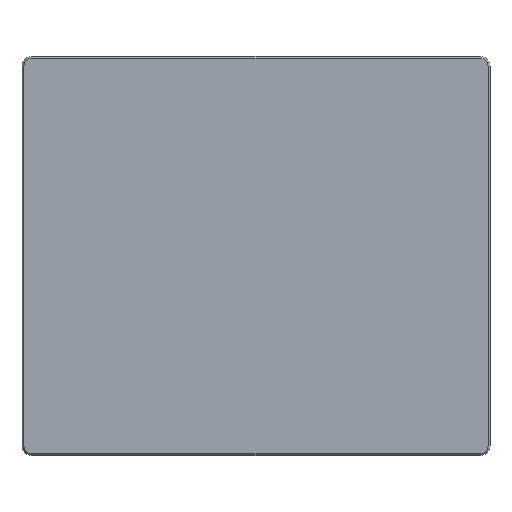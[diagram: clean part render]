
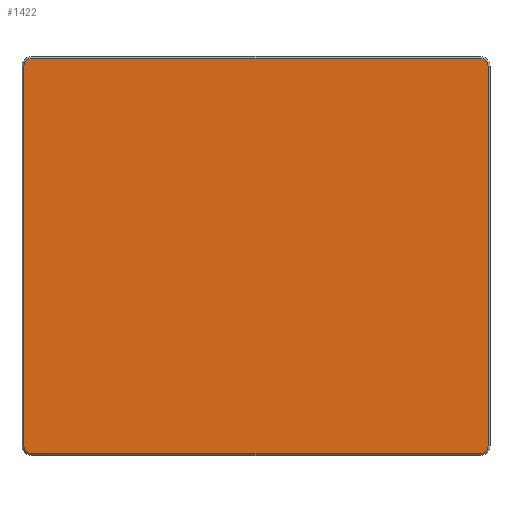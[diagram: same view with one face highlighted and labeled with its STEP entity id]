
A CAD part, top view. The second image highlights one B-rep face of the part: STEP entity #1422.
In plain terms, the highlighted planar face has unit normal (0, 0, 1).
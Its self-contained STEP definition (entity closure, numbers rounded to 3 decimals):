
#29 = CARTESIAN_POINT ( 'NONE',  ( 303.35, 49.5, 2. ) ) ;
#49 = DIRECTION ( 'NONE',  ( 0., -1., 0. ) ) ;
#157 = LINE ( 'NONE', #336, #861 ) ;
#207 = VERTEX_POINT ( 'NONE', #29 ) ;
#230 = LINE ( 'NONE', #742, #1239 ) ;
#280 = CARTESIAN_POINT ( 'NONE',  ( 184.35, 51.5, 2. ) ) ;
#313 = DIRECTION ( 'NONE',  ( 1., 0., 0. ) ) ;
#320 = CARTESIAN_POINT ( 'NONE',  ( 182.35, -49.5, 2. ) ) ;
#336 = CARTESIAN_POINT ( 'NONE',  ( 0., 51.5, 2. ) ) ;
#343 = VERTEX_POINT ( 'NONE', #1696 ) ;
#374 = CIRCLE ( 'NONE', #1698, 2. ) ;
#448 = CIRCLE ( 'NONE', #2343, 2. ) ;
#552 = CIRCLE ( 'NONE', #859, 2. ) ;
#611 = EDGE_CURVE ( 'NONE', #1737, #1715, #552, .T. ) ;
#665 = VECTOR ( 'NONE', #2193, 1000. ) ;
#671 = EDGE_CURVE ( 'NONE', #1715, #207, #735, .T. ) ;
#679 = DIRECTION ( 'NONE',  ( -1., 0., 0. ) ) ;
#688 = VERTEX_POINT ( 'NONE', #1289 ) ;
#699 = DIRECTION ( 'NONE',  ( 0., 0., 1. ) ) ;
#735 = LINE ( 'NONE', #745, #665 ) ;
#736 = DIRECTION ( 'NONE',  ( 1., 0., 0. ) ) ;
#742 = CARTESIAN_POINT ( 'NONE',  ( 0., -51.5, 2. ) ) ;
#745 = CARTESIAN_POINT ( 'NONE',  ( 303.35, 0., 2. ) ) ;
#756 = EDGE_CURVE ( 'NONE', #1121, #343, #1955, .T. ) ;
#816 = ORIENTED_EDGE ( 'NONE', *, *, #1118, .T. ) ;
#833 = VERTEX_POINT ( 'NONE', #1398 ) ;
#859 = AXIS2_PLACEMENT_3D ( 'NONE', #900, #1388, #1028 ) ;
#861 = VECTOR ( 'NONE', #679, 1000. ) ;
#879 = EDGE_CURVE ( 'NONE', #343, #1737, #230, .T. ) ;
#900 = CARTESIAN_POINT ( 'NONE',  ( 301.35, -49.5, 2. ) ) ;
#923 = DIRECTION ( 'NONE',  ( 1., 0., 0. ) ) ;
#967 = CARTESIAN_POINT ( 'NONE',  ( 182.35, -49.5, 2. ) ) ;
#988 = DIRECTION ( 'NONE',  ( 0., 0., 1. ) ) ;
#1027 = EDGE_LOOP ( 'NONE', ( #2234, #1770, #1484, #816, #1887, #2019, #1464, #1883 ) ) ;
#1028 = DIRECTION ( 'NONE',  ( 1., 0., 0. ) ) ;
#1046 = CARTESIAN_POINT ( 'NONE',  ( 184.35, -49.5, 2. ) ) ;
#1061 = CARTESIAN_POINT ( 'NONE',  ( 184.35, 49.5, 2. ) ) ;
#1118 = EDGE_CURVE ( 'NONE', #688, #2243, #157, .T. ) ;
#1121 = VERTEX_POINT ( 'NONE', #320 ) ;
#1125 = VECTOR ( 'NONE', #49, 1000. ) ;
#1154 = DIRECTION ( 'NONE',  ( 1., 0., 0. ) ) ;
#1178 = CARTESIAN_POINT ( 'NONE',  ( 301.35, 49.5, 2. ) ) ;
#1239 = VECTOR ( 'NONE', #2006, 1000. ) ;
#1289 = CARTESIAN_POINT ( 'NONE',  ( 301.35, 51.5, 2. ) ) ;
#1290 = LINE ( 'NONE', #967, #1125 ) ;
#1379 = DIRECTION ( 'NONE',  ( 0., 0., 1. ) ) ;
#1388 = DIRECTION ( 'NONE',  ( 0., 0., 1. ) ) ;
#1398 = CARTESIAN_POINT ( 'NONE',  ( 182.35, 49.5, 2. ) ) ;
#1422 = ADVANCED_FACE ( 'NONE', ( #1862 ), #1561, .T. ) ;
#1437 = EDGE_CURVE ( 'NONE', #2243, #833, #448, .T. ) ;
#1464 = ORIENTED_EDGE ( 'NONE', *, *, #756, .T. ) ;
#1484 = ORIENTED_EDGE ( 'NONE', *, *, #2241, .T. ) ;
#1561 = PLANE ( 'NONE',  #2303 ) ;
#1663 = EDGE_CURVE ( 'NONE', #833, #1121, #1290, .T. ) ;
#1696 = CARTESIAN_POINT ( 'NONE',  ( 184.35, -51.5, 2. ) ) ;
#1698 = AXIS2_PLACEMENT_3D ( 'NONE', #1178, #988, #1154 ) ;
#1715 = VERTEX_POINT ( 'NONE', #1799 ) ;
#1737 = VERTEX_POINT ( 'NONE', #2160 ) ;
#1770 = ORIENTED_EDGE ( 'NONE', *, *, #671, .T. ) ;
#1799 = CARTESIAN_POINT ( 'NONE',  ( 303.35, -49.5, 2. ) ) ;
#1862 = FACE_OUTER_BOUND ( 'NONE', #1027, .T. ) ;
#1883 = ORIENTED_EDGE ( 'NONE', *, *, #879, .T. ) ;
#1887 = ORIENTED_EDGE ( 'NONE', *, *, #1437, .T. ) ;
#1955 = CIRCLE ( 'NONE', #1991, 2. ) ;
#1991 = AXIS2_PLACEMENT_3D ( 'NONE', #1046, #2125, #313 ) ;
#2006 = DIRECTION ( 'NONE',  ( 1., 0., 0. ) ) ;
#2019 = ORIENTED_EDGE ( 'NONE', *, *, #1663, .T. ) ;
#2125 = DIRECTION ( 'NONE',  ( 0., 0., 1. ) ) ;
#2160 = CARTESIAN_POINT ( 'NONE',  ( 301.35, -51.5, 2. ) ) ;
#2193 = DIRECTION ( 'NONE',  ( 0., 1., 0. ) ) ;
#2234 = ORIENTED_EDGE ( 'NONE', *, *, #611, .T. ) ;
#2241 = EDGE_CURVE ( 'NONE', #207, #688, #374, .T. ) ;
#2243 = VERTEX_POINT ( 'NONE', #280 ) ;
#2281 = CARTESIAN_POINT ( 'NONE',  ( 0., 0., 2. ) ) ;
#2303 = AXIS2_PLACEMENT_3D ( 'NONE', #2281, #1379, #923 ) ;
#2343 = AXIS2_PLACEMENT_3D ( 'NONE', #1061, #699, #736 ) ;
